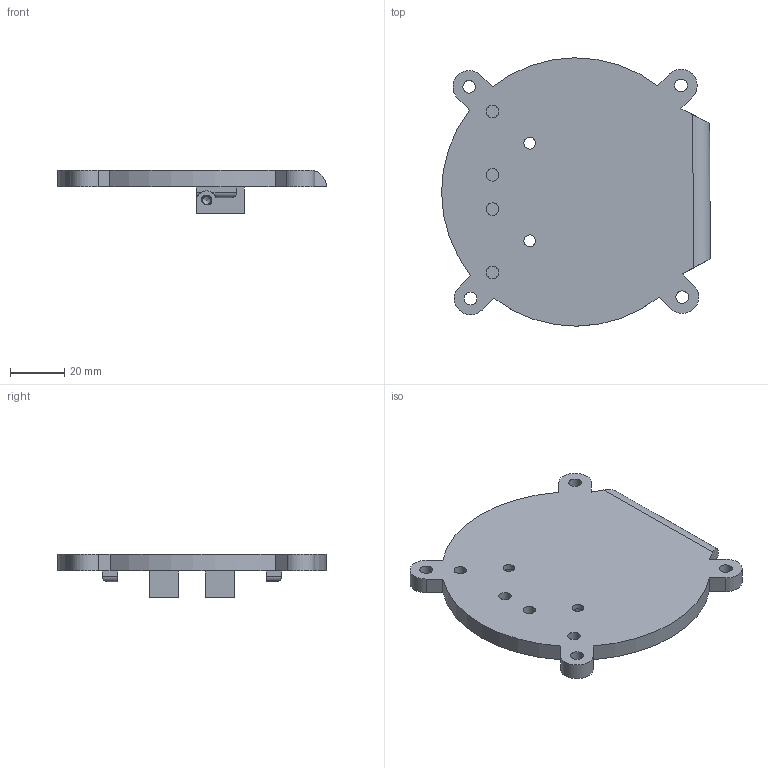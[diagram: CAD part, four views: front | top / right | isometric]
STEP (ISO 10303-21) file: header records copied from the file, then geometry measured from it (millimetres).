
FILE_DESCRIPTION(/* description */ ('STEP AP242','CAx-IF Rec.Pracs.---Representation and Presentation of Product Manufacturing Information (PMI)---4.0---2014-10-13','CAx-IF Rec.Pracs.---3D Tessellated Geometry---0.4---2014-09-14','2;1'),/* implementation_level */ '2;1');
FILE_NAME(/* name */ '62d9a85c6d5bdf60986cd3ff',/* time_stamp */ '2022-07-21T19:26:21+00:00',/* author */ (''),/* organization */ (''),/* preprocessor_version */ 'ST-DEVELOPER v18.102',/* originating_system */ ' ',/* authorisation */ ' ');
FILE_SCHEMA (('AP242_MANAGED_MODEL_BASED_3D_ENGINEERING_MIM_LF { 1 0 10303 442 1 1 4 }'));
Length unit declared in the file: metre
Products named in the file (1): motorMount
Bounding box: 99.17 x 99 x 16.14 mm (x, y, z)
Volume: 54229.5 mm3; surface area: 21859.1 mm2
Topology: 1 solids, 1 shells, 138 faces, 360 edges, 234 vertices
Faces by surface type: plane 58, cylinder 40, bspline 30, cone 10
Full cylindrical faces by diameter (mm): 4.3 x2, 4.572 x4, 4.699 x4, 7.1 x2
Entity records: 16335 total; most frequent: CARTESIAN_POINT 13458, ORIENTED_EDGE 624, DIRECTION 498, EDGE_CURVE 312, VERTEX_POINT 218, AXIS2_PLACEMENT_3D 201, FACE_BOUND 192, EDGE_LOOP 182
